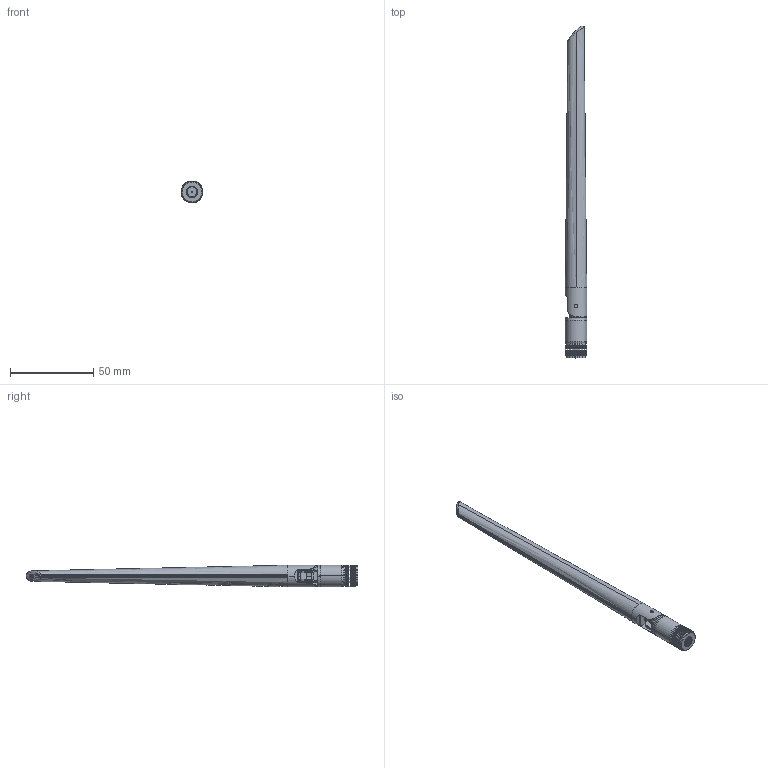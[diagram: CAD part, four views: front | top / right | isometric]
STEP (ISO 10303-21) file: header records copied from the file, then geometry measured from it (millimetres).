
FILE_DESCRIPTION (( 'STEP AP214' ), '1' );
FILE_NAME ('GW.51.5153_Web.STEP', '2025-11-17T00:32:55', ( '' ), ( '' ), 'SwSTEP 2.0', 'SolidWorks 2024', '' );
FILE_SCHEMA (( 'AUTOMOTIVE_DESIGN' ));
Length unit declared in the file: millimetre
Products named in the file (1): GW.51.5153_Web
Bounding box: 13 x 199.12 x 13.1 mm (x, y, z)
Surface area: 7749.5 mm2 (no closed solid volume)
Topology: 0 solids, 5 shells, 211 faces, 1000 edges, 719 vertices
Faces by surface type: cylinder 126, bspline 50, plane 19, cone 9, torus 7
Entity records: 15943 total; most frequent: CARTESIAN_POINT 6021, DIRECTION 1685, ORIENTED_EDGE 1420, EDGE_CURVE 1000, VERTEX_POINT 719, AXIS2_PLACEMENT_3D 698, CIRCLE 536, VECTOR 289
